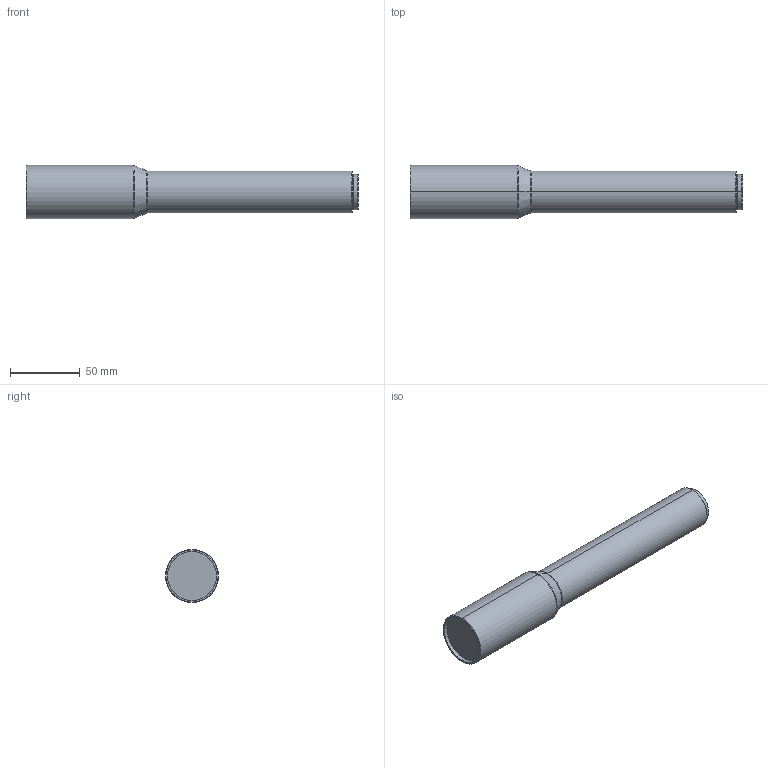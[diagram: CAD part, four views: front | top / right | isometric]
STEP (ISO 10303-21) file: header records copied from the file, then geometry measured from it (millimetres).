
FILE_DESCRIPTION (( 'STEP AP203' ), '1' );
FILE_NAME ('WH02-965A-111.STEP', '2020-11-27T00:52:10', ( 'Windows User' ), ( 'P R C' ), 'SwSTEP 2.0', 'SolidWorks 2017', '' );
FILE_SCHEMA (( 'CONFIG_CONTROL_DESIGN' ));
Length unit declared in the file: millimetre
Products named in the file (1): WH02-965A-111
Bounding box: 237.7 x 38 x 38 mm (x, y, z)
Volume: 199707.1 mm3; surface area: 26631.4 mm2
Topology: 1 solids, 1 shells, 27 faces, 52 edges, 30 vertices
Faces by surface type: cylinder 10, cone 8, plane 5, torus 4
Entity records: 765 total; most frequent: DIRECTION 142, CARTESIAN_POINT 110, ORIENTED_EDGE 104, AXIS2_PLACEMENT_3D 62, EDGE_CURVE 52, CIRCLE 34, VERTEX_POINT 30, EDGE_LOOP 30
